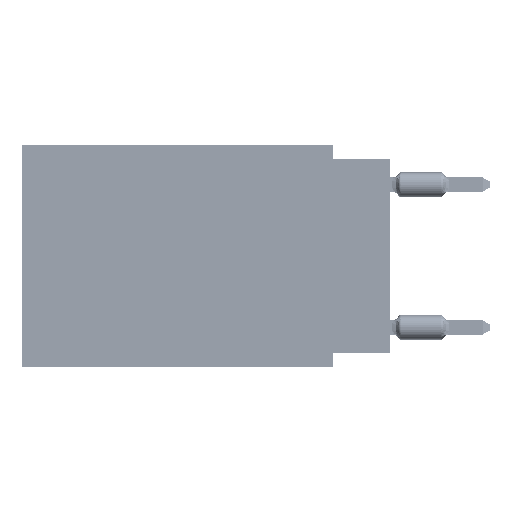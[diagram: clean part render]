
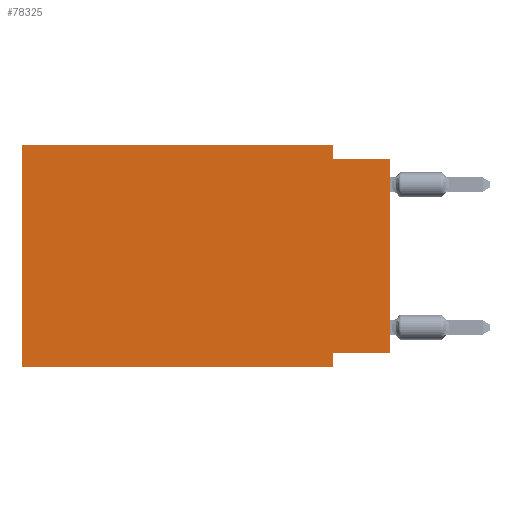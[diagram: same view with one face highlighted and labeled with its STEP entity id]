
A CAD part, left-side view. The second image highlights one B-rep face of the part: STEP entity #78325.
In plain terms, the highlighted planar face has unit normal (-1, 0, 0).
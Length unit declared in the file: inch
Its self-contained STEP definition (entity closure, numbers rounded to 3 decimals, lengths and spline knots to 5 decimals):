
#125 = CARTESIAN_POINT ( 'NONE',  ( 0., 0.645, 0. ) ) ;
#2520 = EDGE_CURVE ( 'NONE', #63631, #17559, #18064, .T. ) ;
#3244 = VECTOR ( 'NONE', #35715, 39.37008 ) ;
#4281 = DIRECTION ( 'NONE',  ( 0., 0., -1. ) ) ;
#6504 = ORIENTED_EDGE ( 'NONE', *, *, #2520, .T. ) ;
#8209 = EDGE_CURVE ( 'NONE', #39253, #45329, #78811, .T. ) ;
#8617 = EDGE_CURVE ( 'NONE', #56132, #17559, #65035, .T. ) ;
#11803 = EDGE_CURVE ( 'NONE', #79949, #56132, #55316, .T. ) ;
#16140 = CARTESIAN_POINT ( 'NONE',  ( 0., 0.1, 0. ) ) ;
#16384 = DIRECTION ( 'NONE',  ( 0., 0., -1. ) ) ;
#17559 = VERTEX_POINT ( 'NONE', #84782 ) ;
#18064 = LINE ( 'NONE', #46289, #41360 ) ;
#19289 = DIRECTION ( 'NONE',  ( 1., 0., 0. ) ) ;
#19770 = CARTESIAN_POINT ( 'NONE',  ( 0., 0.645, -0.39 ) ) ;
#20853 = VECTOR ( 'NONE', #16384, 39.37008 ) ;
#21226 = LINE ( 'NONE', #76400, #33592 ) ;
#27395 = ORIENTED_EDGE ( 'NONE', *, *, #8617, .F. ) ;
#28356 = LINE ( 'NONE', #125, #64724 ) ;
#29425 = DIRECTION ( 'NONE',  ( 0., 0., 1. ) ) ;
#31277 = DIRECTION ( 'NONE',  ( 0., 0., 1. ) ) ;
#33592 = VECTOR ( 'NONE', #29425, 39.37008 ) ;
#35715 = DIRECTION ( 'NONE',  ( 0., 0., -1. ) ) ;
#35879 = EDGE_CURVE ( 'NONE', #71204, #79949, #28356, .T. ) ;
#39253 = VERTEX_POINT ( 'NONE', #58831 ) ;
#39678 = ORIENTED_EDGE ( 'NONE', *, *, #88984, .T. ) ;
#39847 = DIRECTION ( 'NONE',  ( 0., -1., 0. ) ) ;
#41360 = VECTOR ( 'NONE', #31277, 39.37008 ) ;
#42291 = VECTOR ( 'NONE', #39847, 39.37008 ) ;
#43391 = CARTESIAN_POINT ( 'NONE',  ( 0., 0.645, 0. ) ) ;
#44627 = DIRECTION ( 'NONE',  ( 0., 1., 0. ) ) ;
#44967 = CARTESIAN_POINT ( 'NONE',  ( 0., 0., -0.025 ) ) ;
#45329 = VERTEX_POINT ( 'NONE', #73745 ) ;
#46289 = CARTESIAN_POINT ( 'NONE',  ( 0., 0., 0. ) ) ;
#46946 = VECTOR ( 'NONE', #71874, 39.37008 ) ;
#50122 = LINE ( 'NONE', #72435, #86710 ) ;
#51247 = ORIENTED_EDGE ( 'NONE', *, *, #35879, .F. ) ;
#53492 = ORIENTED_EDGE ( 'NONE', *, *, #11803, .F. ) ;
#54823 = PLANE ( 'NONE',  #60247 ) ;
#55316 = LINE ( 'NONE', #76294, #3244 ) ;
#56132 = VERTEX_POINT ( 'NONE', #62054 ) ;
#57304 = ORIENTED_EDGE ( 'NONE', *, *, #80363, .F. ) ;
#57527 = ORIENTED_EDGE ( 'NONE', *, *, #64618, .F. ) ;
#58831 = CARTESIAN_POINT ( 'NONE',  ( 0., 0.1, -0.365 ) ) ;
#60247 = AXIS2_PLACEMENT_3D ( 'NONE', #61198, #19289, #4281 ) ;
#61198 = CARTESIAN_POINT ( 'NONE',  ( 0., 0.645, 0. ) ) ;
#62039 = CARTESIAN_POINT ( 'NONE',  ( 0., 0., -0.365 ) ) ;
#62054 = CARTESIAN_POINT ( 'NONE',  ( 0., 0.1, -0.025 ) ) ;
#63003 = CARTESIAN_POINT ( 'NONE',  ( 0., 0.645, -0.39 ) ) ;
#63631 = VERTEX_POINT ( 'NONE', #62039 ) ;
#64618 = EDGE_CURVE ( 'NONE', #78525, #71204, #21226, .T. ) ;
#64724 = VECTOR ( 'NONE', #68942, 39.37008 ) ;
#65035 = LINE ( 'NONE', #44967, #46946 ) ;
#65595 = CARTESIAN_POINT ( 'NONE',  ( 0., 0.1, -0.39 ) ) ;
#68942 = DIRECTION ( 'NONE',  ( 0., -1., 0. ) ) ;
#70249 = EDGE_LOOP ( 'NONE', ( #6504, #27395, #53492, #51247, #57527, #39678, #76591, #57304 ) ) ;
#71204 = VERTEX_POINT ( 'NONE', #43391 ) ;
#71874 = DIRECTION ( 'NONE',  ( 0., -1., 0. ) ) ;
#72435 = CARTESIAN_POINT ( 'NONE',  ( 0., 0., -0.365 ) ) ;
#73745 = CARTESIAN_POINT ( 'NONE',  ( 0., 0.1, -0.39 ) ) ;
#74022 = LINE ( 'NONE', #19770, #42291 ) ;
#76294 = CARTESIAN_POINT ( 'NONE',  ( 0., 0.1, 0. ) ) ;
#76400 = CARTESIAN_POINT ( 'NONE',  ( 0., 0.645, 0. ) ) ;
#76591 = ORIENTED_EDGE ( 'NONE', *, *, #8209, .F. ) ;
#78325 = ADVANCED_FACE ( 'NONE', ( #81707 ), #54823, .F. ) ;
#78525 = VERTEX_POINT ( 'NONE', #63003 ) ;
#78811 = LINE ( 'NONE', #65595, #20853 ) ;
#79949 = VERTEX_POINT ( 'NONE', #16140 ) ;
#80363 = EDGE_CURVE ( 'NONE', #63631, #39253, #50122, .T. ) ;
#81707 = FACE_OUTER_BOUND ( 'NONE', #70249, .T. ) ;
#84782 = CARTESIAN_POINT ( 'NONE',  ( 0., 0., -0.025 ) ) ;
#86710 = VECTOR ( 'NONE', #44627, 39.37008 ) ;
#88984 = EDGE_CURVE ( 'NONE', #78525, #45329, #74022, .T. ) ;
